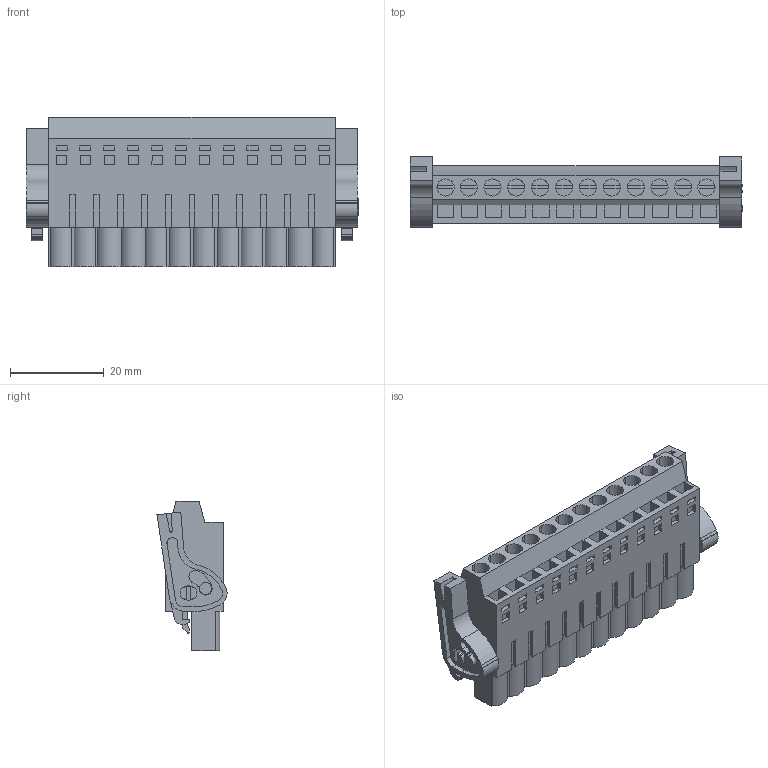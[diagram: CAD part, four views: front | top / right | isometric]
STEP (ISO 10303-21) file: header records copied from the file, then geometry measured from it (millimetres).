
FILE_DESCRIPTION(('CATIA V5 STEP Exchange','CAx-IF Rec.Pracs.--- Model Styling and Organization---1.2---2011-12-15'),'2;1');
FILE_NAME ('D1458703_0_1890320000_1890320000.stp','2017-10-31T20:49:35+00:00',('none'),('Weidmueller'),'CATIA Version 5-6 Release 2014','CATIA V5 STEP AP214','none');
FILE_SCHEMA(('AUTOMOTIVE_DESIGN { 1 0 10303 214 1 1 1 1 }'));
Length unit declared in the file: millimetre
Products named in the file (1): 1890320000
Bounding box: 70.66 x 14.91 x 31.8 mm (x, y, z)
Volume: 17519.7 mm3; surface area: 10964.9 mm2
Topology: 15 solids, 15 shells, 943 faces, 2620 edges, 1779 vertices
Faces by surface type: plane 755, cylinder 188
Entity records: 29507 total; most frequent: CARTESIAN_POINT 5696, ORIENTED_EDGE 5240, DIRECTION 3815, EDGE_CURVE 2620, VECTOR 2176, LINE 2176, VERTEX_POINT 1779, EDGE_LOOP 1023
